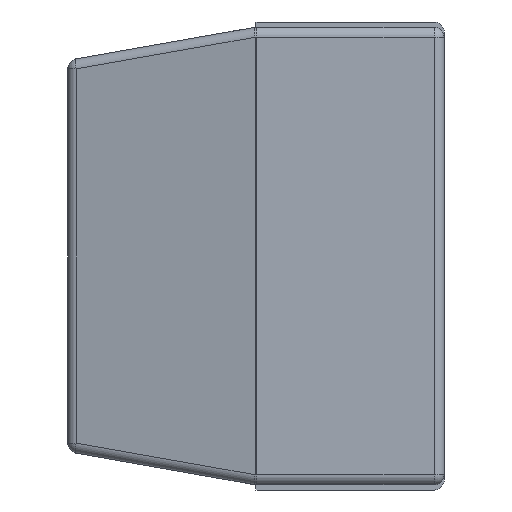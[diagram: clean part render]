
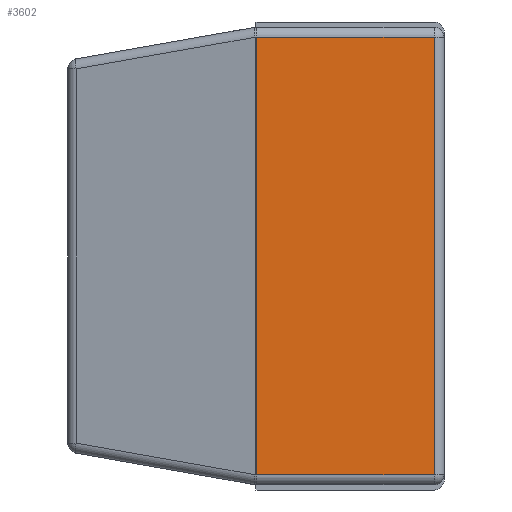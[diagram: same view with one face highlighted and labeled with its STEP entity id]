
A CAD part, left-side view. The second image highlights one B-rep face of the part: STEP entity #3602.
In plain terms, the highlighted planar face has unit normal (-1, 0, 0).
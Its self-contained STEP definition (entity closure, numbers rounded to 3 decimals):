
#28 = DIRECTION ( 'NONE',  ( 0., 0., -1. ) ) ;
#139 = VERTEX_POINT ( 'NONE', #6209 ) ;
#386 = LINE ( 'NONE', #1413, #2278 ) ;
#548 = VERTEX_POINT ( 'NONE', #4200 ) ;
#677 = ORIENTED_EDGE ( 'NONE', *, *, #2587, .T. ) ;
#830 = CARTESIAN_POINT ( 'NONE',  ( -6.25, 3.7, 2.25 ) ) ;
#861 = CARTESIAN_POINT ( 'NONE',  ( -6.25, 3.7, 2.15 ) ) ;
#1134 = ORIENTED_EDGE ( 'NONE', *, *, #5838, .T. ) ;
#1203 = DIRECTION ( 'NONE',  ( 0., -1., 0. ) ) ;
#1269 = FACE_OUTER_BOUND ( 'NONE', #5191, .T. ) ;
#1350 = PLANE ( 'NONE',  #2426 ) ;
#1379 = VECTOR ( 'NONE', #1203, 1000. ) ;
#1413 = CARTESIAN_POINT ( 'NONE',  ( -6.25, 0.1, 2.25 ) ) ;
#1793 = LINE ( 'NONE', #861, #5989 ) ;
#1836 = DIRECTION ( 'NONE',  ( 0., 0., -1. ) ) ;
#2040 = EDGE_CURVE ( 'NONE', #3824, #548, #6485, .T. ) ;
#2117 = ORIENTED_EDGE ( 'NONE', *, *, #3012, .T. ) ;
#2278 = VECTOR ( 'NONE', #2982, 1000. ) ;
#2426 = AXIS2_PLACEMENT_3D ( 'NONE', #830, #4454, #1836 ) ;
#2587 = EDGE_CURVE ( 'NONE', #3306, #3824, #5338, .T. ) ;
#2680 = CARTESIAN_POINT ( 'NONE',  ( -6.25, 1.841, -2.25 ) ) ;
#2982 = DIRECTION ( 'NONE',  ( 0., 0., 1. ) ) ;
#3012 = EDGE_CURVE ( 'NONE', #139, #3306, #1793, .T. ) ;
#3216 = CARTESIAN_POINT ( 'NONE',  ( -6.25, 1.841, 2.15 ) ) ;
#3306 = VERTEX_POINT ( 'NONE', #3216 ) ;
#3602 = ADVANCED_FACE ( 'NONE', ( #1269 ), #1350, .F. ) ;
#3824 = VERTEX_POINT ( 'NONE', #4726 ) ;
#3868 = VECTOR ( 'NONE', #28, 1000. ) ;
#4200 = CARTESIAN_POINT ( 'NONE',  ( -6.25, 0.1, -2.15 ) ) ;
#4454 = DIRECTION ( 'NONE',  ( 1., 0., 0. ) ) ;
#4726 = CARTESIAN_POINT ( 'NONE',  ( -6.25, 1.841, -2.15 ) ) ;
#5191 = EDGE_LOOP ( 'NONE', ( #6103, #1134, #2117, #677 ) ) ;
#5338 = LINE ( 'NONE', #2680, #3868 ) ;
#5413 = CARTESIAN_POINT ( 'NONE',  ( -6.25, 3.7, -2.15 ) ) ;
#5582 = DIRECTION ( 'NONE',  ( 0., 1., 0. ) ) ;
#5838 = EDGE_CURVE ( 'NONE', #548, #139, #386, .T. ) ;
#5989 = VECTOR ( 'NONE', #5582, 1000. ) ;
#6103 = ORIENTED_EDGE ( 'NONE', *, *, #2040, .T. ) ;
#6209 = CARTESIAN_POINT ( 'NONE',  ( -6.25, 0.1, 2.15 ) ) ;
#6485 = LINE ( 'NONE', #5413, #1379 ) ;
